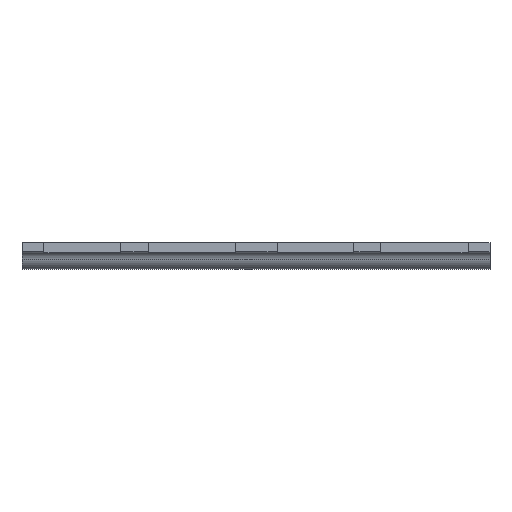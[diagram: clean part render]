
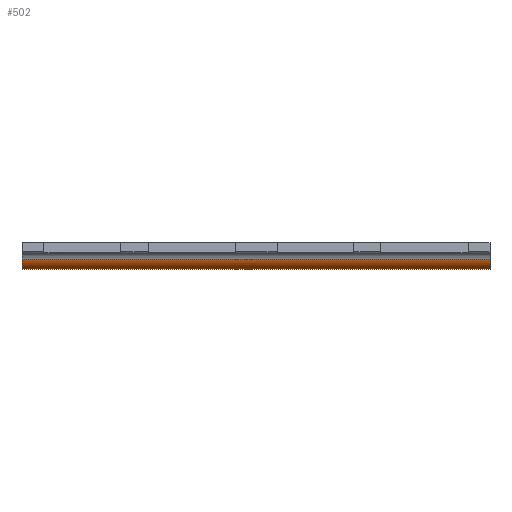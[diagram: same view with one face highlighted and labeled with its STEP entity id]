
A CAD part, left-side view. The second image highlights one B-rep face of the part: STEP entity #502.
In plain terms, the highlighted cylindrical face has radius 6.825 mm (diameter 13.65 mm), a partial arc.
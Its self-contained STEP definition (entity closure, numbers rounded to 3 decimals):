
#23 = EDGE_CURVE ( 'NONE', #375, #388, #1074, .T. ) ;
#25 = CARTESIAN_POINT ( 'NONE',  ( -63.68, 255.8, -2.83 ) ) ;
#303 = VECTOR ( 'NONE', #4267, 1000. ) ;
#317 = ORIENTED_EDGE ( 'NONE', *, *, #1989, .T. ) ;
#336 = DIRECTION ( 'NONE',  ( 0., 0., 1. ) ) ;
#375 = VERTEX_POINT ( 'NONE', #2302 ) ;
#388 = VERTEX_POINT ( 'NONE', #4133 ) ;
#465 = DIRECTION ( 'NONE',  ( 0., 0., -1. ) ) ;
#502 = ADVANCED_FACE ( 'NONE', ( #1281 ), #1657, .T. ) ;
#690 = DIRECTION ( 'NONE',  ( 0., 1., 0. ) ) ;
#772 = DIRECTION ( 'NONE',  ( 0., 1., 0. ) ) ;
#1074 = CIRCLE ( 'NONE', #1760, 6.825 ) ;
#1162 = EDGE_LOOP ( 'NONE', ( #3336, #317, #1285, #1729 ) ) ;
#1181 = DIRECTION ( 'NONE',  ( 0., -1., 0. ) ) ;
#1276 = AXIS2_PLACEMENT_3D ( 'NONE', #3600, #690, #2137 ) ;
#1281 = FACE_OUTER_BOUND ( 'NONE', #1162, .T. ) ;
#1285 = ORIENTED_EDGE ( 'NONE', *, *, #4187, .T. ) ;
#1412 = LINE ( 'NONE', #3498, #303 ) ;
#1572 = LINE ( 'NONE', #3450, #2281 ) ;
#1657 = CYLINDRICAL_SURFACE ( 'NONE', #3407, 6.825 ) ;
#1729 = ORIENTED_EDGE ( 'NONE', *, *, #1867, .F. ) ;
#1760 = AXIS2_PLACEMENT_3D ( 'NONE', #25, #772, #336 ) ;
#1867 = EDGE_CURVE ( 'NONE', #388, #2008, #1572, .T. ) ;
#1874 = CARTESIAN_POINT ( 'NONE',  ( -63.68, 0., -9.655 ) ) ;
#1989 = EDGE_CURVE ( 'NONE', #375, #4544, #1412, .T. ) ;
#2008 = VERTEX_POINT ( 'NONE', #3547 ) ;
#2137 = DIRECTION ( 'NONE',  ( 0., 0., 1. ) ) ;
#2281 = VECTOR ( 'NONE', #3376, 1000. ) ;
#2302 = CARTESIAN_POINT ( 'NONE',  ( -63.68, 255.8, -9.655 ) ) ;
#3336 = ORIENTED_EDGE ( 'NONE', *, *, #23, .F. ) ;
#3376 = DIRECTION ( 'NONE',  ( 0., -1., 0. ) ) ;
#3407 = AXIS2_PLACEMENT_3D ( 'NONE', #4467, #1181, #465 ) ;
#3450 = CARTESIAN_POINT ( 'NONE',  ( -70.389, 255.8, -4.082 ) ) ;
#3498 = CARTESIAN_POINT ( 'NONE',  ( -63.68, 255.8, -9.655 ) ) ;
#3547 = CARTESIAN_POINT ( 'NONE',  ( -70.389, 0., -4.082 ) ) ;
#3600 = CARTESIAN_POINT ( 'NONE',  ( -63.68, 0., -2.83 ) ) ;
#4133 = CARTESIAN_POINT ( 'NONE',  ( -70.389, 255.8, -4.082 ) ) ;
#4187 = EDGE_CURVE ( 'NONE', #4544, #2008, #4651, .T. ) ;
#4267 = DIRECTION ( 'NONE',  ( 0., -1., 0. ) ) ;
#4467 = CARTESIAN_POINT ( 'NONE',  ( -63.68, 255.8, -2.83 ) ) ;
#4544 = VERTEX_POINT ( 'NONE', #1874 ) ;
#4651 = CIRCLE ( 'NONE', #1276, 6.825 ) ;
